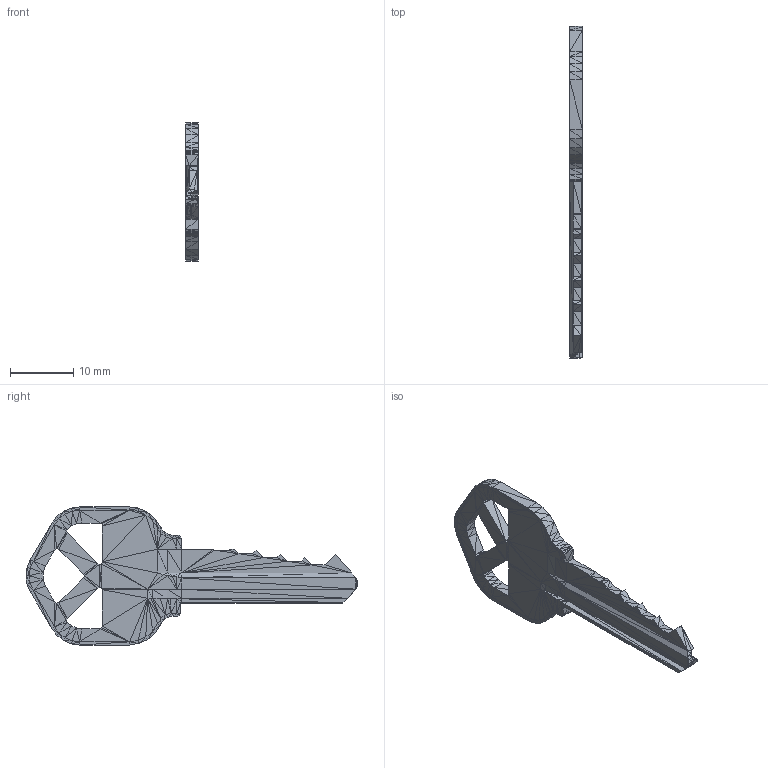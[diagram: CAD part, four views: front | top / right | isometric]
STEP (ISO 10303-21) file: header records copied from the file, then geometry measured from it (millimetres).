
FILE_DESCRIPTION(('FreeCAD Model'),'2;1');
FILE_NAME('Open CASCADE Shape Model','2025-11-19T01:33:21',('Author'),( ''),'Open CASCADE STEP processor 7.9','FreeCAD','Unknown');
FILE_SCHEMA(('AUTOMOTIVE_DESIGN { 1 0 10303 214 1 1 1 1 }'));
Length unit declared in the file: millimetre
Products named in the file (1): k1a001 (Solid)
Bounding box: 2 x 52.32 x 21.76 mm (x, y, z)
Volume: 908.4 mm3; surface area: 1587.1 mm2
Topology: 1 solids, 1 shells, 880 faces, 1320 edges, 436 vertices
Faces by surface type: plane 880
Entity records: 17182 total; most frequent: DIRECTION 3082, ORIENTED_EDGE 2640, CARTESIAN_POINT 2637, EDGE_CURVE 1320, LINE 1320, VECTOR 1320, AXIS2_PLACEMENT_3D 881, ADVANCED_FACE 880
